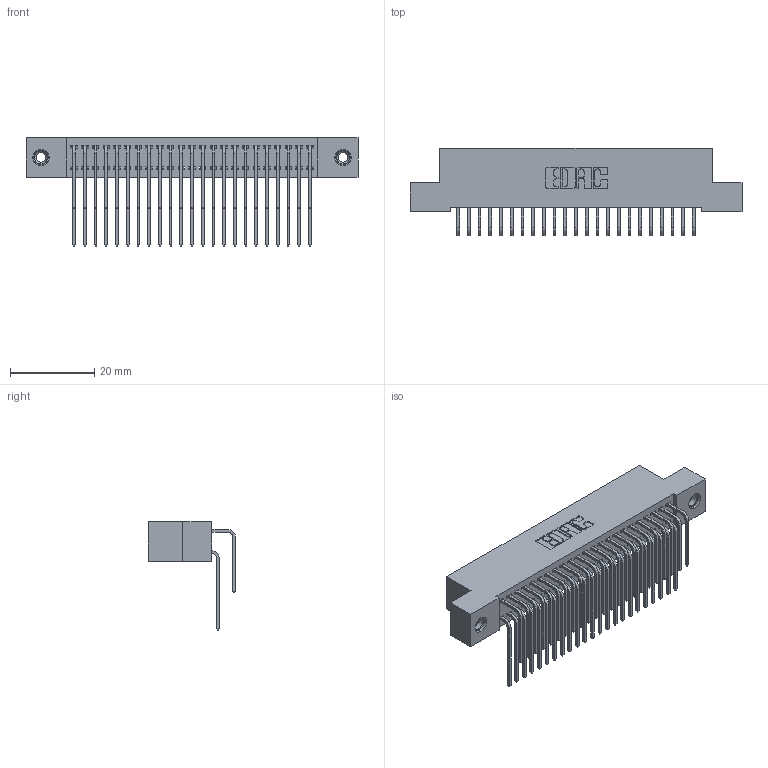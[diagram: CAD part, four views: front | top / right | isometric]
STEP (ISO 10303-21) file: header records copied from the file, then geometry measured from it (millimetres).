
FILE_DESCRIPTION (( 'STEP AP203' ), '1' );
FILE_NAME ('392-046-559-208.STEP', '2018-08-16T20:25:02', ( '' ), ( '' ), 'SwSTEP 2.0', 'SolidWorks 2016', '' );
FILE_SCHEMA (( 'CONFIG_CONTROL_DESIGN' ));
Length unit declared in the file: inch
Products named in the file (5): 345-250-001_345-250-003-102; 392-046-559-208; 342 Part_TI; 345-292-001_558 559 Tail - 1; 345-292-001_559 Tail - 2
Assembly tree (49 placements, depth 2):
  392-046-559-208
    342 Part_TI
    345-292-001_558 559 Tail - 1  x23
    345-292-001_559 Tail - 2  x23
    345-250-001_345-250-003-102  x2
Bounding box: 78.74 x 20.64 x 25.78 mm (x, y, z)
Volume: 7244.5 mm3; surface area: 12534.8 mm2
Topology: 49 solids, 49 shells, 2654 faces, 7841 edges, 5158 vertices
Faces by surface type: plane 1846, cylinder 792, cone 12, torus 4
Entity records: 20092 total; most frequent: CARTESIAN_POINT 3384, ORIENTED_EDGE 3262, DIRECTION 2937, EDGE_CURVE 1631, VECTOR 1443, LINE 1443, VERTEX_POINT 1080, AXIS2_PLACEMENT_3D 747
